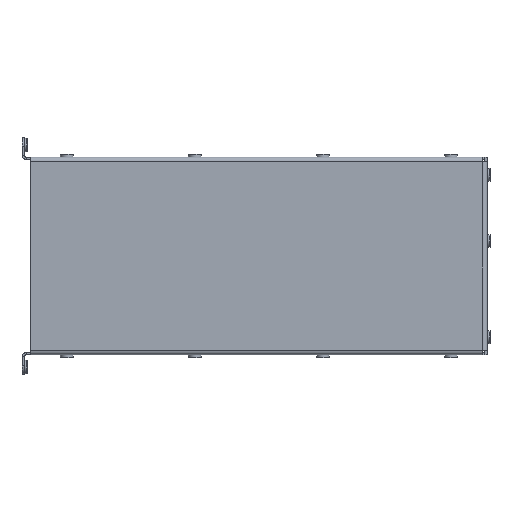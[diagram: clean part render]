
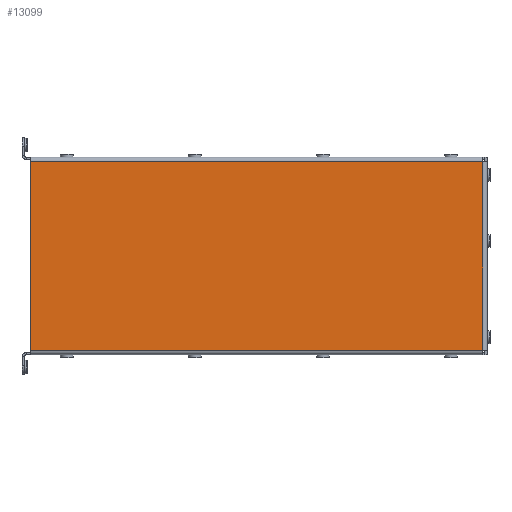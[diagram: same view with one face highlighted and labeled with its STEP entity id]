
A CAD part, top view. The second image highlights one B-rep face of the part: STEP entity #13099.
In plain terms, the highlighted planar face has unit normal (0, 0, 1).
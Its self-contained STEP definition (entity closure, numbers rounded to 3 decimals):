
#1689=FACE_OUTER_BOUND('',#2440,.T.);
#2440=EDGE_LOOP('',(#11978,#11979,#11980,#11981));
#3791=LINE('',#21788,#5125);
#3794=LINE('',#21802,#5128);
#3797=LINE('',#21815,#5131);
#3798=LINE('',#21817,#5132);
#5125=VECTOR('',#18018,10.);
#5128=VECTOR('',#18039,10.);
#5131=VECTOR('',#18058,10.);
#5132=VECTOR('',#18061,10.);
#6253=VERTEX_POINT('',#21738);
#6260=VERTEX_POINT('',#21757);
#6265=VERTEX_POINT('',#21795);
#6267=VERTEX_POINT('',#21808);
#8170=EDGE_CURVE('',#6260,#6253,#3791,.T.);
#8177=EDGE_CURVE('',#6265,#6260,#3794,.T.);
#8183=EDGE_CURVE('',#6253,#6267,#3797,.T.);
#8184=EDGE_CURVE('',#6267,#6265,#3798,.T.);
#11978=ORIENTED_EDGE('',*,*,#8170,.T.);
#11979=ORIENTED_EDGE('',*,*,#8183,.T.);
#11980=ORIENTED_EDGE('',*,*,#8184,.T.);
#11981=ORIENTED_EDGE('',*,*,#8177,.T.);
#12512=PLANE('',#14396);
#13099=ADVANCED_FACE('',(#1689),#12512,.T.);
#14396=AXIS2_PLACEMENT_3D('',#21816,#18059,#18060);
#18018=DIRECTION('',(0.,1.,0.));
#18039=DIRECTION('',(1.,0.,0.));
#18058=DIRECTION('',(-1.,0.,0.));
#18059=DIRECTION('center_axis',(0.,0.,1.));
#18060=DIRECTION('ref_axis',(1.,0.,0.));
#18061=DIRECTION('',(0.,-1.,0.));
#21738=CARTESIAN_POINT('',(209.8,88.7,40.));
#21757=CARTESIAN_POINT('',(209.8,0.2,40.));
#21788=CARTESIAN_POINT('',(209.8,66.575,40.));
#21795=CARTESIAN_POINT('',(-2.1,0.2,40.));
#21802=CARTESIAN_POINT('',(157.075,0.2,40.));
#21808=CARTESIAN_POINT('',(-2.1,88.7,40.));
#21815=CARTESIAN_POINT('',(51.125,88.7,40.));
#21816=CARTESIAN_POINT('Origin',(104.35,44.45,40.));
#21817=CARTESIAN_POINT('',(-2.1,89.7,40.));
